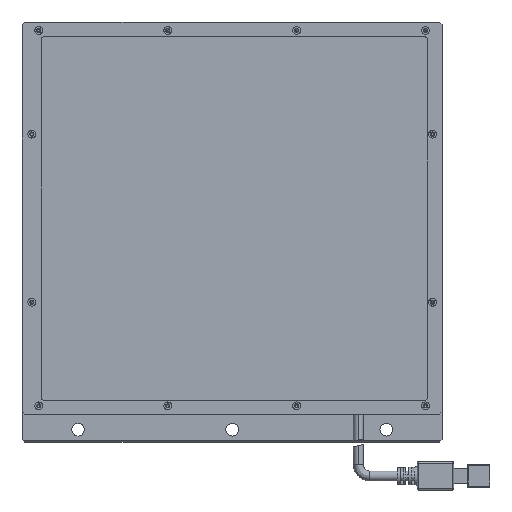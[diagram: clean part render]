
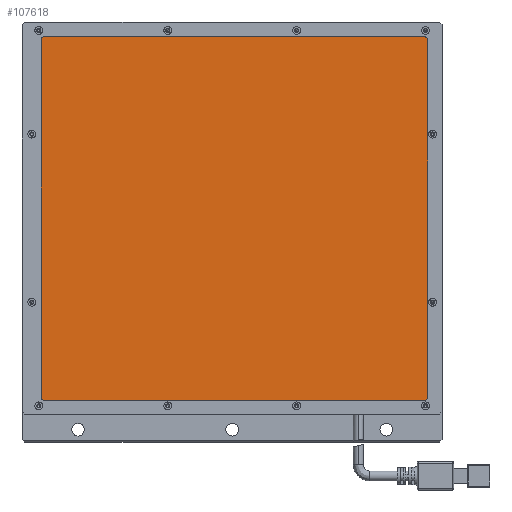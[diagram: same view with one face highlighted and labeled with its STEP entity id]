
A CAD part, top view. The second image highlights one B-rep face of the part: STEP entity #107618.
In plain terms, the highlighted planar face has unit normal (0, 0, 1).
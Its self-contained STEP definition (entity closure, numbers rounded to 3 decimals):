
#2526 = LINE ( 'NONE', #41035, #106781 ) ;
#5222 = EDGE_LOOP ( 'NONE', ( #59423, #55503, #114844, #100621, #113542, #40899, #34994, #79399 ) ) ;
#6975 = VECTOR ( 'NONE', #113893, 1000. ) ;
#7634 = AXIS2_PLACEMENT_3D ( 'NONE', #110070, #49651, #120182 ) ;
#9306 = EDGE_CURVE ( 'NONE', #41532, #100626, #33798, .T. ) ;
#11509 = CARTESIAN_POINT ( 'NONE',  ( 59.463, -35.371, 13.2 ) ) ;
#12263 = DIRECTION ( 'NONE',  ( 0., 0., 1. ) ) ;
#13498 = EDGE_CURVE ( 'NONE', #127687, #32252, #43275, .T. ) ;
#14216 = CIRCLE ( 'NONE', #84309, 0.996 ) ;
#17936 = CARTESIAN_POINT ( 'NONE',  ( -76.374, 93.381, 13.2 ) ) ;
#19239 = CARTESIAN_POINT ( 'NONE',  ( 60.399, 92.385, 13.2 ) ) ;
#21669 = DIRECTION ( 'NONE',  ( 1., 0., 0. ) ) ;
#24108 = DIRECTION ( 'NONE',  ( 1., 0., 0. ) ) ;
#24368 = EDGE_CURVE ( 'NONE', #45810, #41532, #112800, .T. ) ;
#31391 = PLANE ( 'NONE',  #87915 ) ;
#32252 = VERTEX_POINT ( 'NONE', #111831 ) ;
#33798 = LINE ( 'NONE', #83450, #6975 ) ;
#34994 = ORIENTED_EDGE ( 'NONE', *, *, #40994, .T. ) ;
#39281 = CARTESIAN_POINT ( 'NONE',  ( -77.466, 92.385, 13.2 ) ) ;
#40125 = VECTOR ( 'NONE', #24108, 1000. ) ;
#40573 = AXIS2_PLACEMENT_3D ( 'NONE', #46477, #117071, #56667 ) ;
#40899 = ORIENTED_EDGE ( 'NONE', *, *, #9306, .T. ) ;
#40994 = EDGE_CURVE ( 'NONE', #100626, #127687, #126787, .T. ) ;
#41035 = CARTESIAN_POINT ( 'NONE',  ( 60.399, -35.371, 13.2 ) ) ;
#41532 = VERTEX_POINT ( 'NONE', #39281 ) ;
#43275 = LINE ( 'NONE', #95225, #40125 ) ;
#43326 = CARTESIAN_POINT ( 'NONE',  ( 59.404, 92.385, 13.2 ) ) ;
#45810 = VERTEX_POINT ( 'NONE', #17936 ) ;
#46477 = CARTESIAN_POINT ( 'NONE',  ( 59.463, -35.371, 13.2 ) ) ;
#49651 = DIRECTION ( 'NONE',  ( 0., 0., 1. ) ) ;
#50186 = VERTEX_POINT ( 'NONE', #19239 ) ;
#53527 = DIRECTION ( 'NONE',  ( 1., 0., 0. ) ) ;
#55503 = ORIENTED_EDGE ( 'NONE', *, *, #67707, .T. ) ;
#55799 = VERTEX_POINT ( 'NONE', #74661 ) ;
#56667 = DIRECTION ( 'NONE',  ( 1., 0., 0. ) ) ;
#59423 = ORIENTED_EDGE ( 'NONE', *, *, #84346, .T. ) ;
#60836 = VECTOR ( 'NONE', #78331, 1000. ) ;
#67707 = EDGE_CURVE ( 'NONE', #55799, #50186, #2526, .T. ) ;
#71005 = VERTEX_POINT ( 'NONE', #78339 ) ;
#72774 = CARTESIAN_POINT ( 'NONE',  ( -76.466, 92.385, 13.2 ) ) ;
#74661 = CARTESIAN_POINT ( 'NONE',  ( 60.399, -35.371, 13.2 ) ) ;
#78331 = DIRECTION ( 'NONE',  ( -1., 0., 0. ) ) ;
#78339 = CARTESIAN_POINT ( 'NONE',  ( 59.404, 93.381, 13.2 ) ) ;
#79399 = ORIENTED_EDGE ( 'NONE', *, *, #13498, .T. ) ;
#82185 = DIRECTION ( 'NONE',  ( 0., 0., 1. ) ) ;
#82929 = DIRECTION ( 'NONE',  ( 1., 0., 0. ) ) ;
#83450 = CARTESIAN_POINT ( 'NONE',  ( -77.466, 92.385, 13.2 ) ) ;
#84309 = AXIS2_PLACEMENT_3D ( 'NONE', #43326, #113979, #53527 ) ;
#84346 = EDGE_CURVE ( 'NONE', #32252, #55799, #93969, .T. ) ;
#87915 = AXIS2_PLACEMENT_3D ( 'NONE', #11509, #82185, #21669 ) ;
#93969 = CIRCLE ( 'NONE', #40573, 0.936 ) ;
#95225 = CARTESIAN_POINT ( 'NONE',  ( 59.463, -36.307, 13.2 ) ) ;
#96456 = EDGE_CURVE ( 'NONE', #71005, #45810, #114523, .T. ) ;
#97999 = CARTESIAN_POINT ( 'NONE',  ( -76.466, -36.307, 13.2 ) ) ;
#99865 = AXIS2_PLACEMENT_3D ( 'NONE', #72774, #12263, #82929 ) ;
#100621 = ORIENTED_EDGE ( 'NONE', *, *, #96456, .T. ) ;
#100626 = VERTEX_POINT ( 'NONE', #101882 ) ;
#101882 = CARTESIAN_POINT ( 'NONE',  ( -77.466, -35.307, 13.2 ) ) ;
#106781 = VECTOR ( 'NONE', #111646, 1000. ) ;
#107618 = ADVANCED_FACE ( 'NONE', ( #126765 ), #31391, .T. ) ;
#110070 = CARTESIAN_POINT ( 'NONE',  ( -76.466, -35.307, 13.2 ) ) ;
#111646 = DIRECTION ( 'NONE',  ( 0., 1., 0. ) ) ;
#111831 = CARTESIAN_POINT ( 'NONE',  ( 59.463, -36.307, 13.2 ) ) ;
#112800 = CIRCLE ( 'NONE', #99865, 1. ) ;
#113542 = ORIENTED_EDGE ( 'NONE', *, *, #24368, .T. ) ;
#113893 = DIRECTION ( 'NONE',  ( 0., -1., 0. ) ) ;
#113979 = DIRECTION ( 'NONE',  ( 0., 0., 1. ) ) ;
#114523 = LINE ( 'NONE', #118030, #60836 ) ;
#114844 = ORIENTED_EDGE ( 'NONE', *, *, #124234, .T. ) ;
#117071 = DIRECTION ( 'NONE',  ( 0., 0., 1. ) ) ;
#118030 = CARTESIAN_POINT ( 'NONE',  ( 59.404, 93.381, 13.2 ) ) ;
#120182 = DIRECTION ( 'NONE',  ( 1., 0., 0. ) ) ;
#124234 = EDGE_CURVE ( 'NONE', #50186, #71005, #14216, .T. ) ;
#126765 = FACE_OUTER_BOUND ( 'NONE', #5222, .T. ) ;
#126787 = CIRCLE ( 'NONE', #7634, 1. ) ;
#127687 = VERTEX_POINT ( 'NONE', #97999 ) ;
